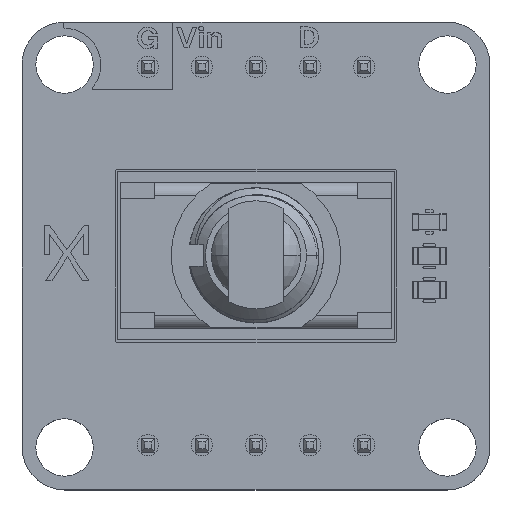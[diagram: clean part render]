
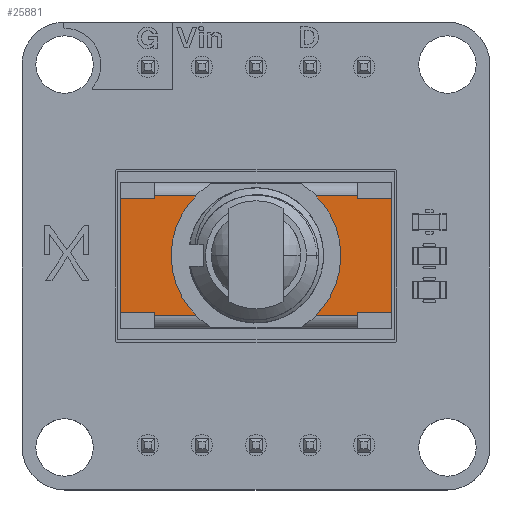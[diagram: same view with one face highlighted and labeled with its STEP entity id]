
A CAD part, top view. The second image highlights one B-rep face of the part: STEP entity #25881.
In plain terms, the highlighted face is planar.
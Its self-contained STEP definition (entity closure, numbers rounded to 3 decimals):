
#25881 = ADVANCED_FACE('',(#25882),#25980,.T.);
#25882 = FACE_BOUND('',#25883,.T.);
#25883 = EDGE_LOOP('',(#25884,#25894,#25902,#25910,#25918,#25926,#25934,
    #25942,#25950,#25958,#25966,#25974));
#25884 = ORIENTED_EDGE('',*,*,#25885,.T.);
#25885 = EDGE_CURVE('',#25886,#25888,#25890,.T.);
#25886 = VERTEX_POINT('',#25887);
#25887 = CARTESIAN_POINT('',(4.75,10.39,-2.67));
#25888 = VERTEX_POINT('',#25889);
#25889 = CARTESIAN_POINT('',(4.75,10.39,-2.82));
#25890 = LINE('',#25891,#25892);
#25891 = CARTESIAN_POINT('',(4.75,10.39,-2.67));
#25892 = VECTOR('',#25893,1.);
#25893 = DIRECTION('',(0.,0.,-1.));
#25894 = ORIENTED_EDGE('',*,*,#25895,.T.);
#25895 = EDGE_CURVE('',#25888,#25896,#25898,.T.);
#25896 = VERTEX_POINT('',#25897);
#25897 = CARTESIAN_POINT('',(-4.75,10.39,-2.82));
#25898 = LINE('',#25899,#25900);
#25899 = CARTESIAN_POINT('',(4.75,10.39,-2.82));
#25900 = VECTOR('',#25901,1.);
#25901 = DIRECTION('',(-1.,0.,0.));
#25902 = ORIENTED_EDGE('',*,*,#25903,.T.);
#25903 = EDGE_CURVE('',#25896,#25904,#25906,.T.);
#25904 = VERTEX_POINT('',#25905);
#25905 = CARTESIAN_POINT('',(-4.75,10.39,-2.67));
#25906 = LINE('',#25907,#25908);
#25907 = CARTESIAN_POINT('',(-4.75,10.39,-2.67));
#25908 = VECTOR('',#25909,1.);
#25909 = DIRECTION('',(-0.,-0.,1.));
#25910 = ORIENTED_EDGE('',*,*,#25911,.T.);
#25911 = EDGE_CURVE('',#25904,#25912,#25914,.T.);
#25912 = VERTEX_POINT('',#25913);
#25913 = CARTESIAN_POINT('',(-6.35,10.39,-2.67));
#25914 = LINE('',#25915,#25916);
#25915 = CARTESIAN_POINT('',(-6.35,10.39,-2.67));
#25916 = VECTOR('',#25917,1.);
#25917 = DIRECTION('',(-1.,-0.,0.));
#25918 = ORIENTED_EDGE('',*,*,#25919,.T.);
#25919 = EDGE_CURVE('',#25912,#25920,#25922,.T.);
#25920 = VERTEX_POINT('',#25921);
#25921 = CARTESIAN_POINT('',(-6.35,10.39,2.67));
#25922 = LINE('',#25923,#25924);
#25923 = CARTESIAN_POINT('',(-6.35,10.39,2.67));
#25924 = VECTOR('',#25925,1.);
#25925 = DIRECTION('',(-0.,-0.,1.));
#25926 = ORIENTED_EDGE('',*,*,#25927,.T.);
#25927 = EDGE_CURVE('',#25920,#25928,#25930,.T.);
#25928 = VERTEX_POINT('',#25929);
#25929 = CARTESIAN_POINT('',(-4.75,10.39,2.67));
#25930 = LINE('',#25931,#25932);
#25931 = CARTESIAN_POINT('',(-6.35,10.39,2.67));
#25932 = VECTOR('',#25933,1.);
#25933 = DIRECTION('',(1.,0.,0.));
#25934 = ORIENTED_EDGE('',*,*,#25935,.T.);
#25935 = EDGE_CURVE('',#25928,#25936,#25938,.T.);
#25936 = VERTEX_POINT('',#25937);
#25937 = CARTESIAN_POINT('',(-4.75,10.39,2.82));
#25938 = LINE('',#25939,#25940);
#25939 = CARTESIAN_POINT('',(-4.75,10.39,3.43));
#25940 = VECTOR('',#25941,1.);
#25941 = DIRECTION('',(-0.,-0.,1.));
#25942 = ORIENTED_EDGE('',*,*,#25943,.T.);
#25943 = EDGE_CURVE('',#25936,#25944,#25946,.T.);
#25944 = VERTEX_POINT('',#25945);
#25945 = CARTESIAN_POINT('',(4.75,10.39,2.82));
#25946 = LINE('',#25947,#25948);
#25947 = CARTESIAN_POINT('',(-4.75,10.39,2.82));
#25948 = VECTOR('',#25949,1.);
#25949 = DIRECTION('',(1.,0.,0.));
#25950 = ORIENTED_EDGE('',*,*,#25951,.T.);
#25951 = EDGE_CURVE('',#25944,#25952,#25954,.T.);
#25952 = VERTEX_POINT('',#25953);
#25953 = CARTESIAN_POINT('',(4.75,10.39,2.67));
#25954 = LINE('',#25955,#25956);
#25955 = CARTESIAN_POINT('',(4.75,10.39,3.43));
#25956 = VECTOR('',#25957,1.);
#25957 = DIRECTION('',(0.,0.,-1.));
#25958 = ORIENTED_EDGE('',*,*,#25959,.T.);
#25959 = EDGE_CURVE('',#25952,#25960,#25962,.T.);
#25960 = VERTEX_POINT('',#25961);
#25961 = CARTESIAN_POINT('',(6.35,10.39,2.67));
#25962 = LINE('',#25963,#25964);
#25963 = CARTESIAN_POINT('',(4.75,10.39,2.67));
#25964 = VECTOR('',#25965,1.);
#25965 = DIRECTION('',(1.,0.,0.));
#25966 = ORIENTED_EDGE('',*,*,#25967,.T.);
#25967 = EDGE_CURVE('',#25960,#25968,#25970,.T.);
#25968 = VERTEX_POINT('',#25969);
#25969 = CARTESIAN_POINT('',(6.35,10.39,-2.67));
#25970 = LINE('',#25971,#25972);
#25971 = CARTESIAN_POINT('',(6.35,10.39,2.67));
#25972 = VECTOR('',#25973,1.);
#25973 = DIRECTION('',(0.,0.,-1.));
#25974 = ORIENTED_EDGE('',*,*,#25975,.T.);
#25975 = EDGE_CURVE('',#25968,#25886,#25976,.T.);
#25976 = LINE('',#25977,#25978);
#25977 = CARTESIAN_POINT('',(4.75,10.39,-2.67));
#25978 = VECTOR('',#25979,1.);
#25979 = DIRECTION('',(-1.,-0.,0.));
#25980 = PLANE('',#25981);
#25981 = AXIS2_PLACEMENT_3D('',#25982,#25983,#25984);
#25982 = CARTESIAN_POINT('',(0.,10.39,0.));
#25983 = DIRECTION('',(0.,1.,0.));
#25984 = DIRECTION('',(0.,-0.,1.));
